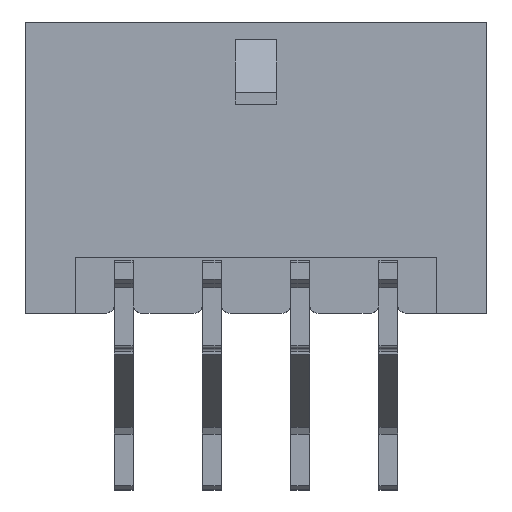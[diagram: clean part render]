
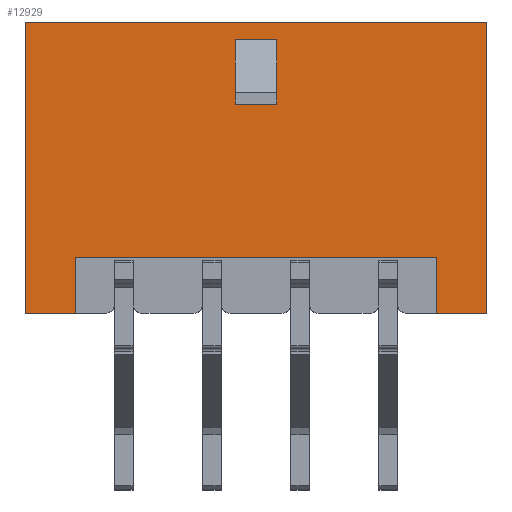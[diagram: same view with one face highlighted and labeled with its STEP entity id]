
A CAD part, top view. The second image highlights one B-rep face of the part: STEP entity #12929.
In plain terms, the highlighted face is planar.
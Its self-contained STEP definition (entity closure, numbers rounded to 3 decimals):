
#1431=ORIENTED_EDGE('',*,*,#3376,.T.);
#1432=ORIENTED_EDGE('',*,*,#3381,.T.);
#1433=ORIENTED_EDGE('',*,*,#3714,.F.);
#1434=ORIENTED_EDGE('',*,*,#3676,.T.);
#1435=ORIENTED_EDGE('',*,*,#3684,.T.);
#1436=ORIENTED_EDGE('',*,*,#3668,.F.);
#1437=ORIENTED_EDGE('',*,*,#3713,.F.);
#1438=ORIENTED_EDGE('',*,*,#3379,.T.);
#1439=ORIENTED_EDGE('',*,*,#3394,.F.);
#1440=ORIENTED_EDGE('',*,*,#3387,.F.);
#1441=ORIENTED_EDGE('',*,*,#3391,.T.);
#1442=ORIENTED_EDGE('',*,*,#3383,.T.);
#3376=EDGE_CURVE('',#4682,#4683,#5610,.T.);
#3379=EDGE_CURVE('',#4684,#4682,#5613,.T.);
#3381=EDGE_CURVE('',#4683,#4685,#5615,.T.);
#3383=EDGE_CURVE('',#4686,#4687,#5617,.T.);
#3387=EDGE_CURVE('',#4690,#4691,#5621,.T.);
#3391=EDGE_CURVE('',#4690,#4686,#5625,.T.);
#3394=EDGE_CURVE('',#4691,#4687,#5628,.T.);
#3668=EDGE_CURVE('',#4882,#4883,#5888,.T.);
#3676=EDGE_CURVE('',#4888,#4887,#5896,.T.);
#3684=EDGE_CURVE('',#4887,#4883,#5904,.T.);
#3713=EDGE_CURVE('',#4684,#4882,#5933,.T.);
#3714=EDGE_CURVE('',#4888,#4685,#5934,.T.);
#4682=VERTEX_POINT('',#17245);
#4683=VERTEX_POINT('',#17246);
#4684=VERTEX_POINT('',#17251);
#4685=VERTEX_POINT('',#17255);
#4686=VERTEX_POINT('',#17259);
#4687=VERTEX_POINT('',#17260);
#4690=VERTEX_POINT('',#17268);
#4691=VERTEX_POINT('',#17269);
#4882=VERTEX_POINT('',#17824);
#4883=VERTEX_POINT('',#17826);
#4887=VERTEX_POINT('',#17838);
#4888=VERTEX_POINT('',#17840);
#5610=LINE('',#17244,#6884);
#5613=LINE('',#17250,#6887);
#5615=LINE('',#17254,#6889);
#5617=LINE('',#17258,#6891);
#5621=LINE('',#17267,#6895);
#5625=LINE('',#17276,#6899);
#5628=LINE('',#17281,#6902);
#5888=LINE('',#17825,#7162);
#5896=LINE('',#17839,#7170);
#5904=LINE('',#17852,#7178);
#5933=LINE('',#17900,#7207);
#5934=LINE('',#17902,#7208);
#6884=VECTOR('',#14520,1000.);
#6887=VECTOR('',#14525,1000.);
#6889=VECTOR('',#14529,1000.);
#6891=VECTOR('',#14533,1000.);
#6895=VECTOR('',#14539,1000.);
#6899=VECTOR('',#14545,1000.);
#6902=VECTOR('',#14552,1000.);
#7162=VECTOR('',#15002,1000.);
#7170=VECTOR('',#15012,1000.);
#7178=VECTOR('',#15022,1000.);
#7207=VECTOR('',#15079,1000.);
#7208=VECTOR('',#15082,1000.);
#7965=EDGE_LOOP('',(#1431,#1432,#1433,#1434,#1435,#1436,#1437,#1438));
#7966=EDGE_LOOP('',(#1439,#1440,#1441,#1442));
#8483=FACE_BOUND('',#7965,.T.);
#8484=FACE_BOUND('',#7966,.T.);
#8963=PLANE('',#13481);
#12929=ADVANCED_FACE('',(#8483,#8484),#8963,.T.);
#13481=AXIS2_PLACEMENT_3D('',#17901,#15080,#15081);
#14520=DIRECTION('',(1.,0.,0.));
#14525=DIRECTION('',(0.,0.,1.));
#14529=DIRECTION('',(0.,0.,-1.));
#14533=DIRECTION('',(0.,0.,1.));
#14539=DIRECTION('',(0.,0.,1.));
#14545=DIRECTION('',(-1.,0.,0.));
#14552=DIRECTION('',(-1.,0.,0.));
#15002=DIRECTION('',(0.,0.,1.));
#15012=DIRECTION('',(0.,0.,1.));
#15022=DIRECTION('',(-1.,0.,0.));
#15079=DIRECTION('',(-1.,0.,0.));
#15080=DIRECTION('',(0.,-1.,0.));
#15081=DIRECTION('',(0.,0.,-1.));
#15082=DIRECTION('',(-1.,0.,0.));
#17244=CARTESIAN_POINT('',(-6.15,-3.43,-3.05));
#17245=CARTESIAN_POINT('',(-6.15,-3.43,-3.05));
#17246=CARTESIAN_POINT('',(6.15,-3.43,-3.05));
#17250=CARTESIAN_POINT('',(-6.15,-3.43,-4.95));
#17251=CARTESIAN_POINT('',(-6.15,-3.43,-4.95));
#17254=CARTESIAN_POINT('',(6.15,-3.43,-3.05));
#17255=CARTESIAN_POINT('',(6.15,-3.43,-4.95));
#17258=CARTESIAN_POINT('',(-0.7,-3.43,2.15));
#17259=CARTESIAN_POINT('',(-0.7,-3.43,2.15));
#17260=CARTESIAN_POINT('',(-0.7,-3.43,4.35));
#17267=CARTESIAN_POINT('',(0.7,-3.43,2.15));
#17268=CARTESIAN_POINT('',(0.7,-3.43,2.15));
#17269=CARTESIAN_POINT('',(0.7,-3.43,4.35));
#17276=CARTESIAN_POINT('',(0.7,-3.43,2.15));
#17281=CARTESIAN_POINT('',(0.7,-3.43,4.35));
#17824=CARTESIAN_POINT('',(-7.85,-3.43,-4.95));
#17825=CARTESIAN_POINT('',(-7.85,-3.43,-4.95));
#17826=CARTESIAN_POINT('',(-7.85,-3.43,4.95));
#17838=CARTESIAN_POINT('',(7.85,-3.43,4.95));
#17839=CARTESIAN_POINT('',(7.85,-3.43,-4.95));
#17840=CARTESIAN_POINT('',(7.85,-3.43,-4.95));
#17852=CARTESIAN_POINT('',(7.85,-3.43,4.95));
#17900=CARTESIAN_POINT('',(7.85,-3.43,-4.95));
#17901=CARTESIAN_POINT('',(7.85,-3.43,-4.95));
#17902=CARTESIAN_POINT('',(7.85,-3.43,-4.95));
